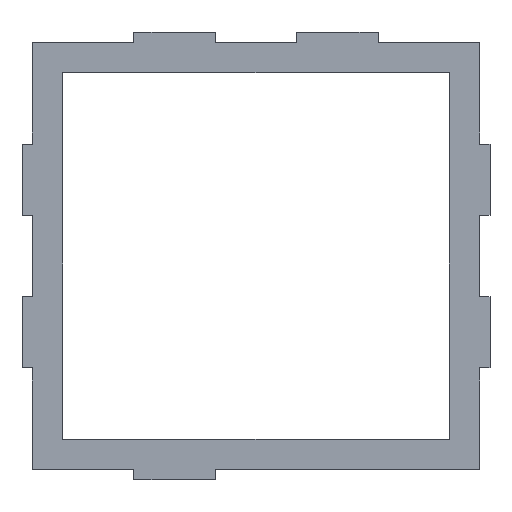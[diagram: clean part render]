
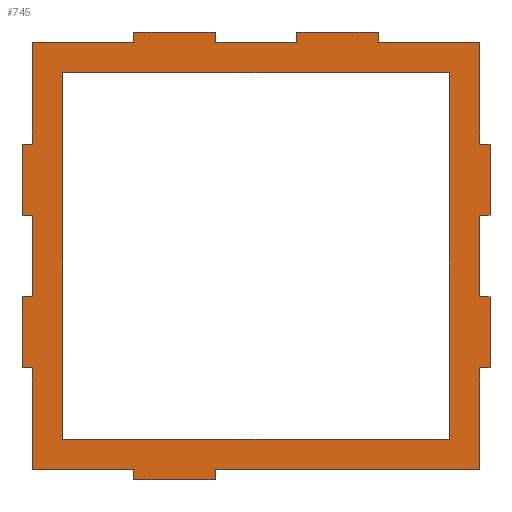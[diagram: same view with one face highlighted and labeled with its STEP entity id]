
A CAD part, top view. The second image highlights one B-rep face of the part: STEP entity #745.
In plain terms, the highlighted planar face has unit normal (0, 0, 1).
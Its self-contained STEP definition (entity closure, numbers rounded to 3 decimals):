
#15=FACE_BOUND('',#56,.T.);
#17=FACE_OUTER_BOUND('',#55,.T.);
#55=EDGE_LOOP('',(#491,#492,#493,#494,#495,#496,#497,#498,#499,#500,#501,
#502,#503,#504,#505,#506,#507,#508,#509,#510,#511,#512,#513,#514,#515,#516,
#517,#518,#519,#520,#521,#522));
#56=EDGE_LOOP('',(#523,#524,#525,#526));
#95=LINE('',#1025,#203);
#96=LINE('',#1027,#204);
#97=LINE('',#1029,#205);
#98=LINE('',#1031,#206);
#99=LINE('',#1033,#207);
#100=LINE('',#1035,#208);
#101=LINE('',#1037,#209);
#102=LINE('',#1039,#210);
#103=LINE('',#1041,#211);
#104=LINE('',#1043,#212);
#105=LINE('',#1045,#213);
#106=LINE('',#1047,#214);
#107=LINE('',#1049,#215);
#108=LINE('',#1051,#216);
#109=LINE('',#1053,#217);
#110=LINE('',#1055,#218);
#111=LINE('',#1057,#219);
#112=LINE('',#1059,#220);
#113=LINE('',#1061,#221);
#114=LINE('',#1063,#222);
#115=LINE('',#1065,#223);
#116=LINE('',#1067,#224);
#117=LINE('',#1069,#225);
#118=LINE('',#1071,#226);
#119=LINE('',#1073,#227);
#120=LINE('',#1075,#228);
#121=LINE('',#1077,#229);
#122=LINE('',#1079,#230);
#123=LINE('',#1081,#231);
#124=LINE('',#1083,#232);
#125=LINE('',#1085,#233);
#126=LINE('',#1086,#234);
#127=LINE('',#1089,#235);
#128=LINE('',#1091,#236);
#129=LINE('',#1093,#237);
#130=LINE('',#1094,#238);
#203=VECTOR('',#839,10.);
#204=VECTOR('',#840,10.);
#205=VECTOR('',#841,10.);
#206=VECTOR('',#842,10.);
#207=VECTOR('',#843,10.);
#208=VECTOR('',#844,10.);
#209=VECTOR('',#845,10.);
#210=VECTOR('',#846,10.);
#211=VECTOR('',#847,10.);
#212=VECTOR('',#848,10.);
#213=VECTOR('',#849,10.);
#214=VECTOR('',#850,10.);
#215=VECTOR('',#851,10.);
#216=VECTOR('',#852,10.);
#217=VECTOR('',#853,10.);
#218=VECTOR('',#854,10.);
#219=VECTOR('',#855,10.);
#220=VECTOR('',#856,10.);
#221=VECTOR('',#857,10.);
#222=VECTOR('',#858,10.);
#223=VECTOR('',#859,10.);
#224=VECTOR('',#860,10.);
#225=VECTOR('',#861,10.);
#226=VECTOR('',#862,10.);
#227=VECTOR('',#863,10.);
#228=VECTOR('',#864,10.);
#229=VECTOR('',#865,10.);
#230=VECTOR('',#866,10.);
#231=VECTOR('',#867,10.);
#232=VECTOR('',#868,10.);
#233=VECTOR('',#869,10.);
#234=VECTOR('',#870,10.);
#235=VECTOR('',#871,10.);
#236=VECTOR('',#872,10.);
#237=VECTOR('',#873,10.);
#238=VECTOR('',#874,10.);
#311=VERTEX_POINT('',#1023);
#312=VERTEX_POINT('',#1024);
#313=VERTEX_POINT('',#1026);
#314=VERTEX_POINT('',#1028);
#315=VERTEX_POINT('',#1030);
#316=VERTEX_POINT('',#1032);
#317=VERTEX_POINT('',#1034);
#318=VERTEX_POINT('',#1036);
#319=VERTEX_POINT('',#1038);
#320=VERTEX_POINT('',#1040);
#321=VERTEX_POINT('',#1042);
#322=VERTEX_POINT('',#1044);
#323=VERTEX_POINT('',#1046);
#324=VERTEX_POINT('',#1048);
#325=VERTEX_POINT('',#1050);
#326=VERTEX_POINT('',#1052);
#327=VERTEX_POINT('',#1054);
#328=VERTEX_POINT('',#1056);
#329=VERTEX_POINT('',#1058);
#330=VERTEX_POINT('',#1060);
#331=VERTEX_POINT('',#1062);
#332=VERTEX_POINT('',#1064);
#333=VERTEX_POINT('',#1066);
#334=VERTEX_POINT('',#1068);
#335=VERTEX_POINT('',#1070);
#336=VERTEX_POINT('',#1072);
#337=VERTEX_POINT('',#1074);
#338=VERTEX_POINT('',#1076);
#339=VERTEX_POINT('',#1078);
#340=VERTEX_POINT('',#1080);
#341=VERTEX_POINT('',#1082);
#342=VERTEX_POINT('',#1084);
#343=VERTEX_POINT('',#1087);
#344=VERTEX_POINT('',#1088);
#345=VERTEX_POINT('',#1090);
#346=VERTEX_POINT('',#1092);
#383=EDGE_CURVE('',#311,#312,#95,.T.);
#384=EDGE_CURVE('',#313,#311,#96,.T.);
#385=EDGE_CURVE('',#314,#313,#97,.T.);
#386=EDGE_CURVE('',#315,#314,#98,.T.);
#387=EDGE_CURVE('',#316,#315,#99,.T.);
#388=EDGE_CURVE('',#317,#316,#100,.T.);
#389=EDGE_CURVE('',#318,#317,#101,.T.);
#390=EDGE_CURVE('',#319,#318,#102,.T.);
#391=EDGE_CURVE('',#320,#319,#103,.T.);
#392=EDGE_CURVE('',#321,#320,#104,.T.);
#393=EDGE_CURVE('',#322,#321,#105,.T.);
#394=EDGE_CURVE('',#323,#322,#106,.T.);
#395=EDGE_CURVE('',#324,#323,#107,.T.);
#396=EDGE_CURVE('',#325,#324,#108,.T.);
#397=EDGE_CURVE('',#326,#325,#109,.T.);
#398=EDGE_CURVE('',#327,#326,#110,.T.);
#399=EDGE_CURVE('',#328,#327,#111,.T.);
#400=EDGE_CURVE('',#329,#328,#112,.T.);
#401=EDGE_CURVE('',#330,#329,#113,.T.);
#402=EDGE_CURVE('',#331,#330,#114,.T.);
#403=EDGE_CURVE('',#332,#331,#115,.T.);
#404=EDGE_CURVE('',#333,#332,#116,.T.);
#405=EDGE_CURVE('',#334,#333,#117,.T.);
#406=EDGE_CURVE('',#335,#334,#118,.T.);
#407=EDGE_CURVE('',#336,#335,#119,.T.);
#408=EDGE_CURVE('',#337,#336,#120,.T.);
#409=EDGE_CURVE('',#338,#337,#121,.T.);
#410=EDGE_CURVE('',#339,#338,#122,.T.);
#411=EDGE_CURVE('',#340,#339,#123,.T.);
#412=EDGE_CURVE('',#341,#340,#124,.T.);
#413=EDGE_CURVE('',#342,#341,#125,.T.);
#414=EDGE_CURVE('',#312,#342,#126,.T.);
#415=EDGE_CURVE('',#343,#344,#127,.T.);
#416=EDGE_CURVE('',#345,#343,#128,.T.);
#417=EDGE_CURVE('',#346,#345,#129,.T.);
#418=EDGE_CURVE('',#344,#346,#130,.T.);
#491=ORIENTED_EDGE('',*,*,#383,.F.);
#492=ORIENTED_EDGE('',*,*,#384,.F.);
#493=ORIENTED_EDGE('',*,*,#385,.F.);
#494=ORIENTED_EDGE('',*,*,#386,.F.);
#495=ORIENTED_EDGE('',*,*,#387,.F.);
#496=ORIENTED_EDGE('',*,*,#388,.F.);
#497=ORIENTED_EDGE('',*,*,#389,.F.);
#498=ORIENTED_EDGE('',*,*,#390,.F.);
#499=ORIENTED_EDGE('',*,*,#391,.F.);
#500=ORIENTED_EDGE('',*,*,#392,.F.);
#501=ORIENTED_EDGE('',*,*,#393,.F.);
#502=ORIENTED_EDGE('',*,*,#394,.F.);
#503=ORIENTED_EDGE('',*,*,#395,.F.);
#504=ORIENTED_EDGE('',*,*,#396,.F.);
#505=ORIENTED_EDGE('',*,*,#397,.F.);
#506=ORIENTED_EDGE('',*,*,#398,.F.);
#507=ORIENTED_EDGE('',*,*,#399,.F.);
#508=ORIENTED_EDGE('',*,*,#400,.F.);
#509=ORIENTED_EDGE('',*,*,#401,.F.);
#510=ORIENTED_EDGE('',*,*,#402,.F.);
#511=ORIENTED_EDGE('',*,*,#403,.F.);
#512=ORIENTED_EDGE('',*,*,#404,.F.);
#513=ORIENTED_EDGE('',*,*,#405,.F.);
#514=ORIENTED_EDGE('',*,*,#406,.F.);
#515=ORIENTED_EDGE('',*,*,#407,.F.);
#516=ORIENTED_EDGE('',*,*,#408,.F.);
#517=ORIENTED_EDGE('',*,*,#409,.F.);
#518=ORIENTED_EDGE('',*,*,#410,.F.);
#519=ORIENTED_EDGE('',*,*,#411,.F.);
#520=ORIENTED_EDGE('',*,*,#412,.F.);
#521=ORIENTED_EDGE('',*,*,#413,.F.);
#522=ORIENTED_EDGE('',*,*,#414,.F.);
#523=ORIENTED_EDGE('',*,*,#415,.F.);
#524=ORIENTED_EDGE('',*,*,#416,.F.);
#525=ORIENTED_EDGE('',*,*,#417,.F.);
#526=ORIENTED_EDGE('',*,*,#418,.F.);
#707=PLANE('',#797);
#745=ADVANCED_FACE('',(#17,#15),#707,.F.);
#797=AXIS2_PLACEMENT_3D('',#1022,#837,#838);
#837=DIRECTION('center_axis',(0.,0.,-1.));
#838=DIRECTION('ref_axis',(-1.,0.,0.));
#839=DIRECTION('',(0.,-1.,0.));
#840=DIRECTION('',(1.,0.,0.));
#841=DIRECTION('',(0.,1.,0.));
#842=DIRECTION('',(1.,0.,0.));
#843=DIRECTION('',(0.,1.,0.));
#844=DIRECTION('',(1.,0.,0.));
#845=DIRECTION('',(0.,1.,0.));
#846=DIRECTION('',(-1.,0.,0.));
#847=DIRECTION('',(0.,1.,0.));
#848=DIRECTION('',(1.,0.,0.));
#849=DIRECTION('',(0.,1.,0.));
#850=DIRECTION('',(-1.,0.,0.));
#851=DIRECTION('',(0.,1.,0.));
#852=DIRECTION('',(-1.,0.,0.));
#853=DIRECTION('',(0.,1.,0.));
#854=DIRECTION('',(-1.,0.,0.));
#855=DIRECTION('',(0.,-1.,0.));
#856=DIRECTION('',(-1.,0.,0.));
#857=DIRECTION('',(0.,-1.,0.));
#858=DIRECTION('',(-1.,0.,0.));
#859=DIRECTION('',(0.,-1.,0.));
#860=DIRECTION('',(1.,0.,0.));
#861=DIRECTION('',(0.,-1.,0.));
#862=DIRECTION('',(-1.,0.,0.));
#863=DIRECTION('',(0.,-1.,0.));
#864=DIRECTION('',(1.,0.,0.));
#865=DIRECTION('',(0.,-1.,0.));
#866=DIRECTION('',(1.,0.,0.));
#867=DIRECTION('',(0.,-1.,0.));
#868=DIRECTION('',(1.,0.,0.));
#869=DIRECTION('',(0.,1.,0.));
#870=DIRECTION('',(1.,0.,0.));
#871=DIRECTION('',(0.,-1.,0.));
#872=DIRECTION('',(-1.,0.,0.));
#873=DIRECTION('',(0.,1.,0.));
#874=DIRECTION('',(1.,0.,0.));
#1022=CARTESIAN_POINT('Origin',(0.,220.,28.));
#1023=CARTESIAN_POINT('',(95.,220.,28.));
#1024=CARTESIAN_POINT('',(95.,215.,28.));
#1025=CARTESIAN_POINT('',(95.,220.,28.));
#1026=CARTESIAN_POINT('',(55.,220.,28.));
#1027=CARTESIAN_POINT('',(0.,220.,28.));
#1028=CARTESIAN_POINT('',(55.,215.,28.));
#1029=CARTESIAN_POINT('',(55.,220.,28.));
#1030=CARTESIAN_POINT('',(5.,215.,28.));
#1031=CARTESIAN_POINT('',(0.,215.,28.));
#1032=CARTESIAN_POINT('',(5.,165.,28.));
#1033=CARTESIAN_POINT('',(5.,220.,28.));
#1034=CARTESIAN_POINT('',(0.,165.,28.));
#1035=CARTESIAN_POINT('',(0.,165.,28.));
#1036=CARTESIAN_POINT('',(0.,130.,28.));
#1037=CARTESIAN_POINT('',(0.,220.,28.));
#1038=CARTESIAN_POINT('',(5.,130.,28.));
#1039=CARTESIAN_POINT('',(0.,130.,28.));
#1040=CARTESIAN_POINT('',(5.,90.,28.));
#1041=CARTESIAN_POINT('',(5.,220.,28.));
#1042=CARTESIAN_POINT('',(0.,90.,28.));
#1043=CARTESIAN_POINT('',(0.,90.,28.));
#1044=CARTESIAN_POINT('',(0.,55.,28.));
#1045=CARTESIAN_POINT('',(0.,155.,28.));
#1046=CARTESIAN_POINT('',(5.,55.,28.));
#1047=CARTESIAN_POINT('',(0.,55.,28.));
#1048=CARTESIAN_POINT('',(5.,5.,28.));
#1049=CARTESIAN_POINT('',(5.,220.,28.));
#1050=CARTESIAN_POINT('',(55.,5.,28.));
#1051=CARTESIAN_POINT('',(0.,5.,28.));
#1052=CARTESIAN_POINT('',(55.,0.,28.));
#1053=CARTESIAN_POINT('',(55.,220.,28.));
#1054=CARTESIAN_POINT('',(95.,0.,28.));
#1055=CARTESIAN_POINT('',(0.,0.,28.));
#1056=CARTESIAN_POINT('',(95.,5.,28.));
#1057=CARTESIAN_POINT('',(95.,220.,28.));
#1058=CARTESIAN_POINT('',(225.,5.,28.));
#1059=CARTESIAN_POINT('',(0.,5.,28.));
#1060=CARTESIAN_POINT('',(225.,55.,28.));
#1061=CARTESIAN_POINT('',(225.,220.,28.));
#1062=CARTESIAN_POINT('',(230.,55.,28.));
#1063=CARTESIAN_POINT('',(0.,55.,28.));
#1064=CARTESIAN_POINT('',(230.,90.,28.));
#1065=CARTESIAN_POINT('',(230.,220.,28.));
#1066=CARTESIAN_POINT('',(225.,90.,28.));
#1067=CARTESIAN_POINT('',(0.,90.,28.));
#1068=CARTESIAN_POINT('',(225.,130.,28.));
#1069=CARTESIAN_POINT('',(225.,220.,28.));
#1070=CARTESIAN_POINT('',(230.,130.,28.));
#1071=CARTESIAN_POINT('',(0.,130.,28.));
#1072=CARTESIAN_POINT('',(230.,165.,28.));
#1073=CARTESIAN_POINT('',(230.,220.,28.));
#1074=CARTESIAN_POINT('',(225.,165.,28.));
#1075=CARTESIAN_POINT('',(0.,165.,28.));
#1076=CARTESIAN_POINT('',(225.,215.,28.));
#1077=CARTESIAN_POINT('',(225.,220.,28.));
#1078=CARTESIAN_POINT('',(175.,215.,28.));
#1079=CARTESIAN_POINT('',(0.,215.,28.));
#1080=CARTESIAN_POINT('',(175.,220.,28.));
#1081=CARTESIAN_POINT('',(175.,220.,28.));
#1082=CARTESIAN_POINT('',(135.,220.,28.));
#1083=CARTESIAN_POINT('',(0.,220.,28.));
#1084=CARTESIAN_POINT('',(135.,215.,28.));
#1085=CARTESIAN_POINT('',(135.,220.,28.));
#1086=CARTESIAN_POINT('',(0.,215.,28.));
#1087=CARTESIAN_POINT('',(20.,200.,28.));
#1088=CARTESIAN_POINT('',(20.,20.,28.));
#1089=CARTESIAN_POINT('',(20.,120.,28.));
#1090=CARTESIAN_POINT('',(210.,200.,28.));
#1091=CARTESIAN_POINT('',(10.,200.,28.));
#1092=CARTESIAN_POINT('',(210.,20.,28.));
#1093=CARTESIAN_POINT('',(210.,120.,28.));
#1094=CARTESIAN_POINT('',(10.,20.,28.));
